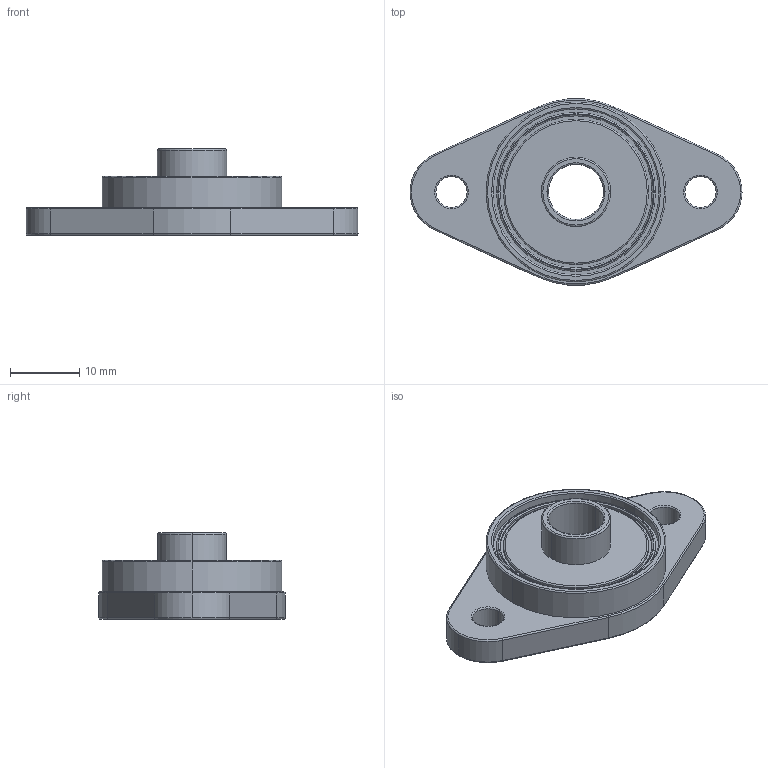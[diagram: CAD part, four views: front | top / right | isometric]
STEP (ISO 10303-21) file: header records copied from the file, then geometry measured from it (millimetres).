
FILE_DESCRIPTION (( 'STEP AP203' ), '1' );
FILE_NAME ('RodamientoKFL08_Default_sldprt.STEP', '2023-10-22T20:01:28', ( '' ), ( '' ), 'SwSTEP 2.0', 'SolidWorks 2022', '' );
FILE_SCHEMA (( 'CONFIG_CONTROL_DESIGN' ));
Length unit declared in the file: millimetre
Products named in the file (1): RodamientoKFL08_Default_sldprt
Bounding box: 48 x 26.9 x 12.5 mm (x, y, z)
Volume: 5002.1 mm3; surface area: 3274 mm2
Topology: 1 solids, 1 shells, 102 faces, 217 edges, 128 vertices
Faces by surface type: torus 44, cylinder 41, plane 17
Entity records: 2874 total; most frequent: DIRECTION 587, CARTESIAN_POINT 448, ORIENTED_EDGE 434, AXIS2_PLACEMENT_3D 267, EDGE_CURVE 217, CIRCLE 164, VERTEX_POINT 128, EDGE_LOOP 119
